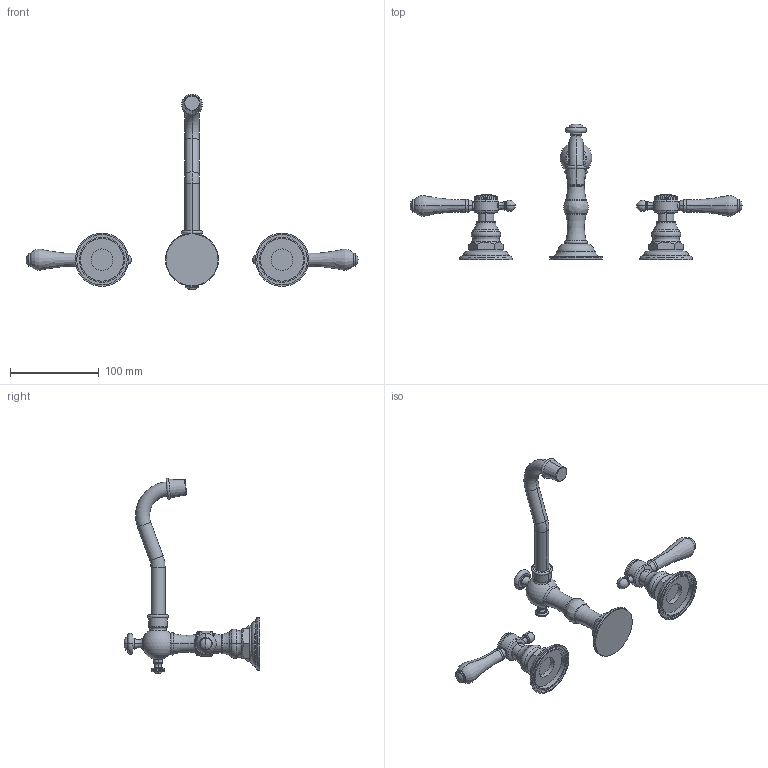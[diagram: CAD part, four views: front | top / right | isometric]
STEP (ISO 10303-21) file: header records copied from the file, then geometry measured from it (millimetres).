
FILE_DESCRIPTION((''),'2;1');
FILE_NAME('1030','2020-11-25T12:26:55',('jinson.thomas'),(''),'CREO PARAMETRIC BY PTC INC, 2018400','CREO PARAMETRIC BY PTC INC, 2018400','');
FILE_SCHEMA(('CONFIG_CONTROL_DESIGN'));
Length unit declared in the file: inch
Products named in the file (1): 1030
Bounding box: 374.52 x 153.02 x 220.47 mm (x, y, z)
Volume: 263069.3 mm3; surface area: 67567.8 mm2
Topology: 3 solids, 3 shells, 447 faces, 1037 edges, 616 vertices
Faces by surface type: plane 143, cylinder 122, torus 86, cone 44, sphere 26, bspline 14, extrusion 8, revolution 4
Entity records: 14892 total; most frequent: CARTESIAN_POINT 4600, DIRECTION 2349, ORIENTED_EDGE 2050, EDGE_CURVE 1025, AXIS2_PLACEMENT_3D 1024, VERTEX_POINT 616, CIRCLE 603, EDGE_LOOP 479
